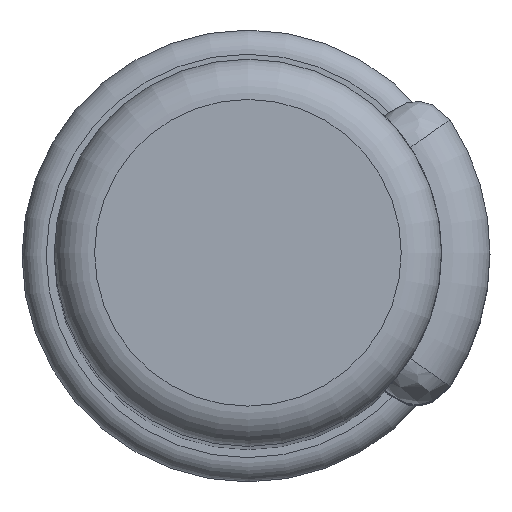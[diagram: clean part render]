
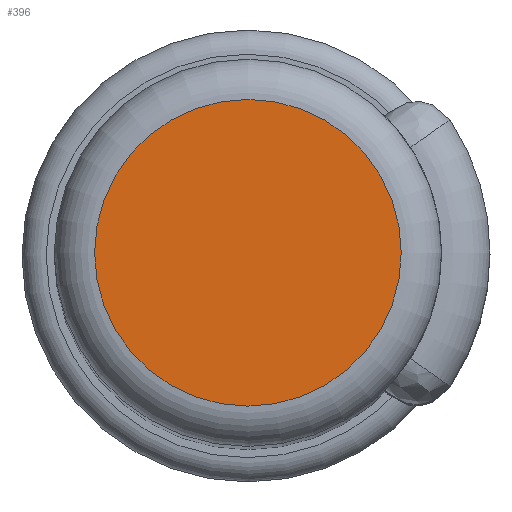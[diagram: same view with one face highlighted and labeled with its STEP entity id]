
A CAD part, top view. The second image highlights one B-rep face of the part: STEP entity #396.
In plain terms, the highlighted planar face has unit normal (0, 0, 1).
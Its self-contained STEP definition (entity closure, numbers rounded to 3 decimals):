
#84=PLANE('',#451);
#136=ORIENTED_EDGE('',*,*,#242,.T.);
#242=EDGE_CURVE('',#297,#297,#312,.F.);
#297=VERTEX_POINT('',#695);
#312=CIRCLE('',#452,9.5);
#327=EDGE_LOOP('',(#136));
#365=FACE_BOUND('',#327,.T.);
#396=ADVANCED_FACE('',(#365),#84,.F.);
#451=AXIS2_PLACEMENT_3D('',#693,#515,#516);
#452=AXIS2_PLACEMENT_3D('',#694,#517,#518);
#515=DIRECTION('',(0.,0.,-1.));
#516=DIRECTION('',(-1.,0.,0.));
#517=DIRECTION('',(0.,0.,-1.));
#518=DIRECTION('',(-1.,0.,0.));
#693=CARTESIAN_POINT('',(12.,0.,58.));
#694=CARTESIAN_POINT('',(0.,0.,58.));
#695=CARTESIAN_POINT('',(-9.5,0.,58.));
